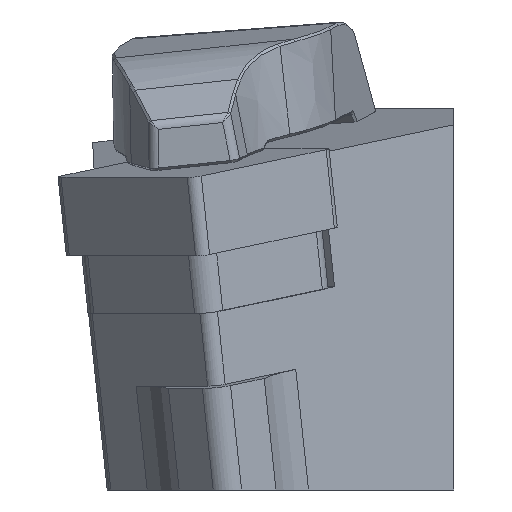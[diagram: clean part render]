
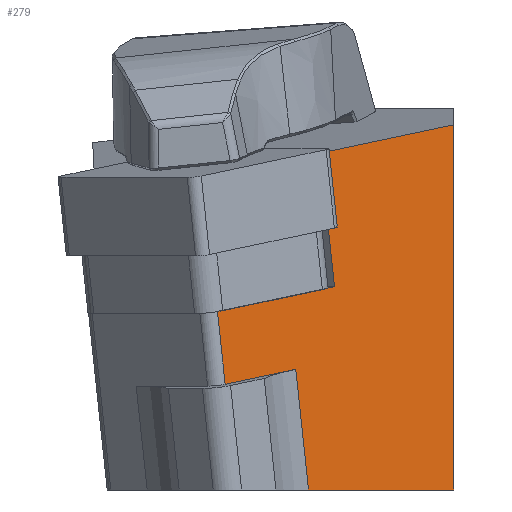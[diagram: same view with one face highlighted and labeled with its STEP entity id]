
A CAD part, left-side view. The second image highlights one B-rep face of the part: STEP entity #279.
In plain terms, the highlighted planar face has unit normal (-0.707, -0.707, 0).
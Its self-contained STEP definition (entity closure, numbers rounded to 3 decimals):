
#279=ADVANCED_FACE('',(#466),#403,.T.);
#403=PLANE('',#2241);
#466=FACE_OUTER_BOUND('',#592,.T.);
#592=EDGE_LOOP('',(#773,#774,#775,#776,#777,#778,#779,#780,#781));
#773=ORIENTED_EDGE('',*,*,#1617,.T.);
#774=ORIENTED_EDGE('',*,*,#1607,.T.);
#775=ORIENTED_EDGE('',*,*,#1618,.T.);
#776=ORIENTED_EDGE('',*,*,#1619,.T.);
#777=ORIENTED_EDGE('',*,*,#1620,.F.);
#778=ORIENTED_EDGE('',*,*,#1600,.F.);
#779=ORIENTED_EDGE('',*,*,#1574,.T.);
#780=ORIENTED_EDGE('',*,*,#1566,.F.);
#781=ORIENTED_EDGE('',*,*,#1571,.T.);
#1362=VERTEX_POINT('',#2913);
#1363=VERTEX_POINT('',#2915);
#1366=VERTEX_POINT('',#2923);
#1368=VERTEX_POINT('',#2931);
#1391=VERTEX_POINT('',#2994);
#1397=VERTEX_POINT('',#3007);
#1398=VERTEX_POINT('',#3009);
#1405=VERTEX_POINT('',#3030);
#1406=VERTEX_POINT('',#3032);
#1566=EDGE_CURVE('',#1362,#1363,#1890,.T.);
#1571=EDGE_CURVE('',#1362,#1366,#1894,.T.);
#1574=EDGE_CURVE('',#1368,#1363,#1896,.T.);
#1600=EDGE_CURVE('',#1368,#1391,#1919,.T.);
#1607=EDGE_CURVE('',#1398,#1397,#1925,.T.);
#1617=EDGE_CURVE('',#1366,#1398,#1932,.T.);
#1618=EDGE_CURVE('',#1397,#1405,#1933,.T.);
#1619=EDGE_CURVE('',#1405,#1406,#1934,.T.);
#1620=EDGE_CURVE('',#1391,#1406,#1935,.T.);
#1890=LINE('',#2914,#2058);
#1894=LINE('',#2924,#2062);
#1896=LINE('',#2930,#2064);
#1919=LINE('',#2993,#2087);
#1925=LINE('',#3008,#2093);
#1932=LINE('',#3028,#2100);
#1933=LINE('',#3029,#2101);
#1934=LINE('',#3031,#2102);
#1935=LINE('',#3033,#2103);
#2058=VECTOR('',#2400,1.);
#2062=VECTOR('',#2408,1.);
#2064=VECTOR('',#2416,1.);
#2087=VECTOR('',#2445,1.);
#2093=VECTOR('',#2455,1.);
#2100=VECTOR('',#2474,1.);
#2101=VECTOR('',#2475,1.);
#2102=VECTOR('',#2476,1.);
#2103=VECTOR('',#2477,1.);
#2241=AXIS2_PLACEMENT_3D('',#3034,#2478,#2479);
#2400=DIRECTION('',(-0.105,0.105,0.989));
#2408=DIRECTION('',(-0.699,0.699,-0.148));
#2416=DIRECTION('',(-0.699,0.699,-0.148));
#2445=DIRECTION('',(0.,0.,-1.));
#2455=DIRECTION('',(0.105,-0.105,-0.989));
#2474=DIRECTION('',(-0.699,0.699,-0.148));
#2475=DIRECTION('',(0.699,-0.699,0.148));
#2476=DIRECTION('',(0.105,-0.105,-0.989));
#2477=DIRECTION('',(-0.707,0.707,0.));
#2478=DIRECTION('',(-0.707,-0.707,0.));
#2479=DIRECTION('',(-0.707,0.707,0.));
#2913=CARTESIAN_POINT('',(12.428,9.554,-8.736));
#2914=CARTESIAN_POINT('',(13.044,8.938,-14.561));
#2915=CARTESIAN_POINT('',(11.299,10.683,1.956));
#2923=CARTESIAN_POINT('',(11.867,10.115,-8.854));
#2924=CARTESIAN_POINT('',(2.926,19.056,-10.744));
#2930=CARTESIAN_POINT('',(-40.724,62.706,-9.04));
#2931=CARTESIAN_POINT('',(21.982,0.,4.214));
#2993=CARTESIAN_POINT('',(21.982,0.,-12.083));
#2994=CARTESIAN_POINT('',(21.982,0.,-25.));
#3007=CARTESIAN_POINT('',(3.682,18.3,-16.54));
#3008=CARTESIAN_POINT('',(3.682,18.3,-16.54));
#3009=CARTESIAN_POINT('',(3.066,18.916,-10.715));
#3028=CARTESIAN_POINT('',(2.926,19.056,-10.744));
#3029=CARTESIAN_POINT('',(24.767,-2.785,-12.083));
#3030=CARTESIAN_POINT('',(9.33,12.652,-15.346));
#3031=CARTESIAN_POINT('',(4.104,17.878,34.105));
#3032=CARTESIAN_POINT('',(10.35,11.632,-25.));
#3033=CARTESIAN_POINT('',(20.055,1.927,-25.));
#3034=CARTESIAN_POINT('',(24.767,-2.785,-12.083));
